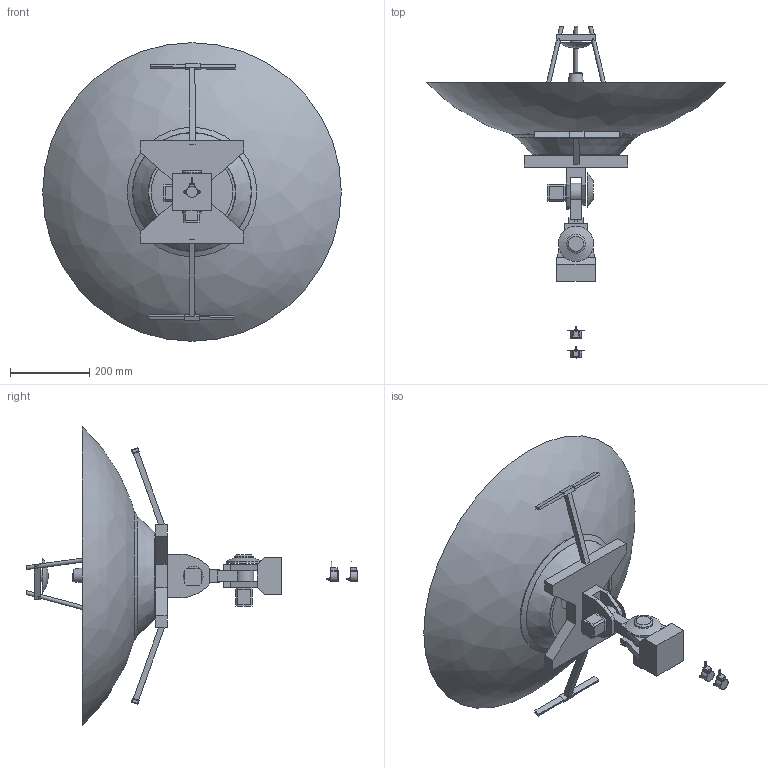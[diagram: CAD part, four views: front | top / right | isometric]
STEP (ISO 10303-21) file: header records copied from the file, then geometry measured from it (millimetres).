
FILE_DESCRIPTION(/* description */ (''),/* implementation_level */ '2;1');
FILE_NAME(/* name */ 'SGANT v19.step',/* time_stamp */ '2019-10-10T00:55:16-05:00',/* author */ (''),/* organization */ (''),/* preprocessor_version */ 'ST-DEVELOPER v18',/* originating_system */ 'Autodesk Translation Framework v8.6.0.1094',/* authorisation */ '');
FILE_SCHEMA (('AUTOMOTIVE_DESIGN { 1 0 10303 214 3 1 1 }'));
Length unit declared in the file: millimetre
Products named in the file (4): SGANT; NEMA17; 2696N400_INTERNAL METAL GEAR - 20 DEG PRESSURE ANGLE; 28BYJ-48 stepper
Assembly tree (5 placements, depth 2):
  SGANT
    NEMA17  x2
    2696N400_INTERNAL METAL GEAR - 20 DEG PRESSURE ANGLE
    28BYJ-48 stepper  x2
Bounding box: 751.63 x 835.39 x 751.63 mm (x, y, z)
Volume: 5991766.2 mm3; surface area: 1649019.3 mm2
Topology: 25 solids, 25 shells, 676 faces, 1815 edges, 1219 vertices
Faces by surface type: plane 402, cylinder 153, bspline 100, cone 15, torus 6
Full cylindrical faces by diameter (mm): 0.96 x10, 2.459 x8, 4.2 x4, 5 x4, 9 x2, 10 x4, 22 x2, 28 x2, 30 x3, 47.6 x1, 50 x6, 50.851 x1, 72 x1, 89 x1, 205 x1, 325.503 x1
Entity records: 21866 total; most frequent: CARTESIAN_POINT 7107, ORIENTED_EDGE 3164, DIRECTION 2752, EDGE_CURVE 1582, VERTEX_POINT 1063, LINE 1016, VECTOR 1016, AXIS2_PLACEMENT_3D 868
